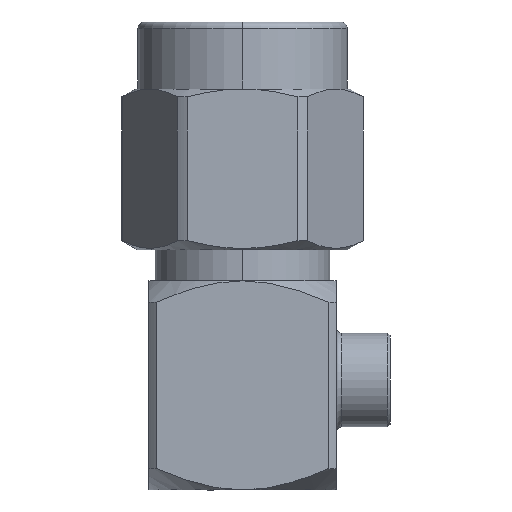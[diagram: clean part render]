
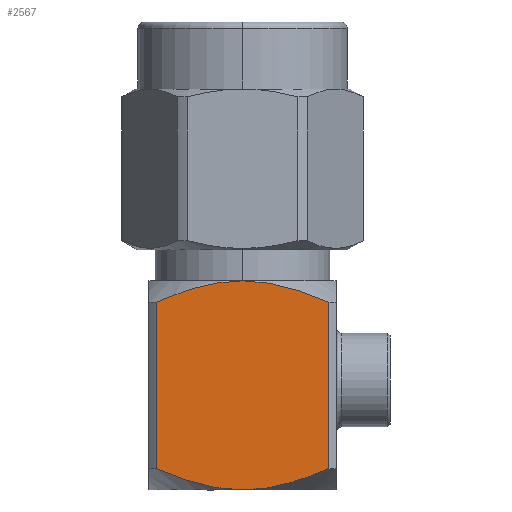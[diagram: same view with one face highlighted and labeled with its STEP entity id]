
A CAD part, left-side view. The second image highlights one B-rep face of the part: STEP entity #2567.
In plain terms, the highlighted planar face has unit normal (-1, 0, 0).
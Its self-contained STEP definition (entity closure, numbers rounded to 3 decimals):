
#2 = VERTEX_POINT ( 'NONE', #5403 ) ;
#5 = LINE ( 'NONE', #4754, #3982 ) ;
#79 = CARTESIAN_POINT ( 'NONE',  ( -3.5, -3.211, 7. ) ) ;
#161 = CARTESIAN_POINT ( 'NONE',  ( -3.5, -0.28, 0. ) ) ;
#214 = CARTESIAN_POINT ( 'NONE',  ( -3.5, -2.702, 0.579 ) ) ;
#225 = EDGE_LOOP ( 'NONE', ( #5041, #4072, #2672, #5340, #4079, #3750 ) ) ;
#355 = CARTESIAN_POINT ( 'NONE',  ( -3.5, 2.699, 0.585 ) ) ;
#447 = CARTESIAN_POINT ( 'NONE',  ( -3.5, 3.211, 0.8 ) ) ;
#581 = DIRECTION ( 'NONE',  ( 0., 0., -1. ) ) ;
#593 = CARTESIAN_POINT ( 'NONE',  ( -3.5, -2.177, 7.42 ) ) ;
#614 = CARTESIAN_POINT ( 'NONE',  ( -3.5, 0., 0. ) ) ;
#643 = EDGE_CURVE ( 'NONE', #3777, #1533, #5424, .T. ) ;
#839 = CARTESIAN_POINT ( 'NONE',  ( -3.5, 0., 7.8 ) ) ;
#989 = EDGE_CURVE ( 'NONE', #6114, #2, #5, .T. ) ;
#1000 = CARTESIAN_POINT ( 'NONE',  ( -3.5, 3.211, 7. ) ) ;
#1055 = DIRECTION ( 'NONE',  ( 0., 0., 1. ) ) ;
#1080 = CARTESIAN_POINT ( 'NONE',  ( -3.5, -1.376, 0.162 ) ) ;
#1115 = AXIS2_PLACEMENT_3D ( 'NONE', #4982, #2583, #3486 ) ;
#1392 = CARTESIAN_POINT ( 'NONE',  ( -3.5, -0.28, 7.8 ) ) ;
#1503 = CARTESIAN_POINT ( 'NONE',  ( -3.5, 0., 0. ) ) ;
#1533 = VERTEX_POINT ( 'NONE', #1847 ) ;
#1650 = VERTEX_POINT ( 'NONE', #1910 ) ;
#1750 = CARTESIAN_POINT ( 'NONE',  ( -3.5, 2.175, 0.394 ) ) ;
#1847 = CARTESIAN_POINT ( 'NONE',  ( -3.5, -3.211, 0.8 ) ) ;
#1886 = VERTEX_POINT ( 'NONE', #839 ) ;
#1910 = CARTESIAN_POINT ( 'NONE',  ( -3.5, 0., 0. ) ) ;
#1931 = CARTESIAN_POINT ( 'NONE',  ( -3.5, 0., 7.8 ) ) ;
#2007 = EDGE_CURVE ( 'NONE', #1886, #3777, #4900, .T. ) ;
#2047 = CARTESIAN_POINT ( 'NONE',  ( -3.5, 0., 7.8 ) ) ;
#2058 = FACE_OUTER_BOUND ( 'NONE', #225, .T. ) ;
#2122 = PLANE ( 'NONE',  #1115 ) ;
#2148 = EDGE_CURVE ( 'NONE', #2, #1886, #2756, .T. ) ;
#2426 = CARTESIAN_POINT ( 'NONE',  ( -3.5, 2.699, 7.215 ) ) ;
#2482 = CARTESIAN_POINT ( 'NONE',  ( -3.5, -2.702, 7.221 ) ) ;
#2515 = CARTESIAN_POINT ( 'NONE',  ( -3.5, 0.561, 7.8 ) ) ;
#2555 = B_SPLINE_CURVE_WITH_KNOTS ( 'NONE', 3,
 ( #5858, #214, #5808, #1080, #4865, #3039, #161, #614 ),
 .UNSPECIFIED., .F., .F.,
 ( 4, 2, 2, 4 ),
 ( 0.004, 0.005, 0.006, 0.007 ),
 .UNSPECIFIED. ) ;
#2567 = ADVANCED_FACE ( 'NONE', ( #2058 ), #2122, .T. ) ;
#2583 = DIRECTION ( 'NONE',  ( -1., 0., 0. ) ) ;
#2672 = ORIENTED_EDGE ( 'NONE', *, *, #5954, .F. ) ;
#2756 = B_SPLINE_CURVE_WITH_KNOTS ( 'NONE', 3,
 ( #1000, #4790, #2426, #4470, #3103, #3073, #2515, #2047 ),
 .UNSPECIFIED., .F., .F.,
 ( 4, 2, 2, 4 ),
 ( 0.008, 0.009, 0.009, 0.011 ),
 .UNSPECIFIED. ) ;
#3039 = CARTESIAN_POINT ( 'NONE',  ( -3.5, -0.559, 0.022 ) ) ;
#3073 = CARTESIAN_POINT ( 'NONE',  ( -3.5, 1.107, 7.711 ) ) ;
#3103 = CARTESIAN_POINT ( 'NONE',  ( -3.5, 1.909, 7.493 ) ) ;
#3256 = CARTESIAN_POINT ( 'NONE',  ( -3.5, -3.211, 7. ) ) ;
#3406 = CARTESIAN_POINT ( 'NONE',  ( -3.5, 0.561, 0. ) ) ;
#3486 = DIRECTION ( 'NONE',  ( 0., -1., 0. ) ) ;
#3750 = ORIENTED_EDGE ( 'NONE', *, *, #2007, .F. ) ;
#3777 = VERTEX_POINT ( 'NONE', #3256 ) ;
#3822 = CARTESIAN_POINT ( 'NONE',  ( -3.5, -1.376, 7.638 ) ) ;
#3905 = EDGE_CURVE ( 'NONE', #1533, #1650, #2555, .T. ) ;
#3982 = VECTOR ( 'NONE', #1055, 1000. ) ;
#4072 = ORIENTED_EDGE ( 'NONE', *, *, #989, .F. ) ;
#4079 = ORIENTED_EDGE ( 'NONE', *, *, #643, .F. ) ;
#4324 = CARTESIAN_POINT ( 'NONE',  ( -3.5, -1.106, 7.697 ) ) ;
#4328 = B_SPLINE_CURVE_WITH_KNOTS ( 'NONE', 3,
 ( #1503, #3406, #5308, #4987, #1750, #355, #5947, #5521 ),
 .UNSPECIFIED., .F., .F.,
 ( 4, 2, 2, 4 ),
 ( 0.007, 0.009, 0.01, 0.01 ),
 .UNSPECIFIED. ) ;
#4470 = CARTESIAN_POINT ( 'NONE',  ( -3.5, 2.175, 7.406 ) ) ;
#4754 = CARTESIAN_POINT ( 'NONE',  ( -3.5, 3.211, 0. ) ) ;
#4790 = CARTESIAN_POINT ( 'NONE',  ( -3.5, 2.957, 7.11 ) ) ;
#4833 = CARTESIAN_POINT ( 'NONE',  ( -3.5, -3.211, 0. ) ) ;
#4865 = CARTESIAN_POINT ( 'NONE',  ( -3.5, -1.106, 0.103 ) ) ;
#4900 = B_SPLINE_CURVE_WITH_KNOTS ( 'NONE', 3,
 ( #1931, #1392, #5228, #4324, #3822, #593, #2482, #79 ),
 .UNSPECIFIED., .F., .F.,
 ( 4, 2, 2, 4 ),
 ( 0.011, 0.012, 0.013, 0.014 ),
 .UNSPECIFIED. ) ;
#4982 = CARTESIAN_POINT ( 'NONE',  ( -3.5, -3.5, 20. ) ) ;
#4987 = CARTESIAN_POINT ( 'NONE',  ( -3.5, 1.909, 0.307 ) ) ;
#5041 = ORIENTED_EDGE ( 'NONE', *, *, #2148, .F. ) ;
#5228 = CARTESIAN_POINT ( 'NONE',  ( -3.5, -0.559, 7.778 ) ) ;
#5308 = CARTESIAN_POINT ( 'NONE',  ( -3.5, 1.107, 0.089 ) ) ;
#5340 = ORIENTED_EDGE ( 'NONE', *, *, #3905, .F. ) ;
#5403 = CARTESIAN_POINT ( 'NONE',  ( -3.5, 3.211, 7. ) ) ;
#5424 = LINE ( 'NONE', #4833, #6068 ) ;
#5521 = CARTESIAN_POINT ( 'NONE',  ( -3.5, 3.211, 0.8 ) ) ;
#5808 = CARTESIAN_POINT ( 'NONE',  ( -3.5, -2.177, 0.38 ) ) ;
#5858 = CARTESIAN_POINT ( 'NONE',  ( -3.5, -3.211, 0.8 ) ) ;
#5947 = CARTESIAN_POINT ( 'NONE',  ( -3.5, 2.957, 0.69 ) ) ;
#5954 = EDGE_CURVE ( 'NONE', #1650, #6114, #4328, .T. ) ;
#6068 = VECTOR ( 'NONE', #581, 1000. ) ;
#6114 = VERTEX_POINT ( 'NONE', #447 ) ;
